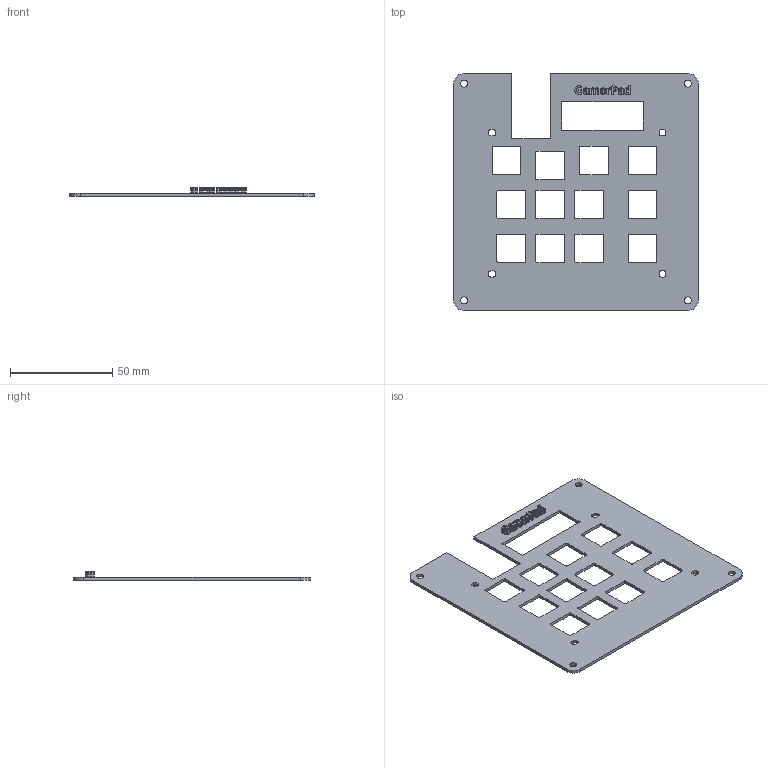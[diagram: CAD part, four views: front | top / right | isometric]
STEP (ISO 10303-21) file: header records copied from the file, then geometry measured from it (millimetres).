
FILE_DESCRIPTION(('FreeCAD Model'),'2;1');
FILE_NAME('Open CASCADE Shape Model','2025-02-15T18:39:11',(''),(''), 'Open CASCADE STEP processor 7.8','FreeCAD','Unknown');
FILE_SCHEMA(('AUTOMOTIVE_DESIGN { 1 0 10303 214 1 1 1 1 }'));
Length unit declared in the file: millimetre
Products named in the file (1): TopPart
Bounding box: 119.56 x 116.03 x 4 mm (x, y, z)
Volume: 15519.8 mm3; surface area: 22957.7 mm2
Topology: 1 solids, 1 shells, 551 faces, 1608 edges, 1072 vertices
Faces by surface type: extrusion 348, plane 131, cylinder 72
Full cylindrical faces by diameter (mm): 3.4 x4
Entity records: 19841 total; most frequent: CARTESIAN_POINT 6373, ORIENTED_EDGE 3216, DIRECTION 1812, EDGE_CURVE 1608, VECTOR 1116, VERTEX_POINT 1072, B_SPLINE_CURVE_WITH_KNOTS 1044, LINE 768
